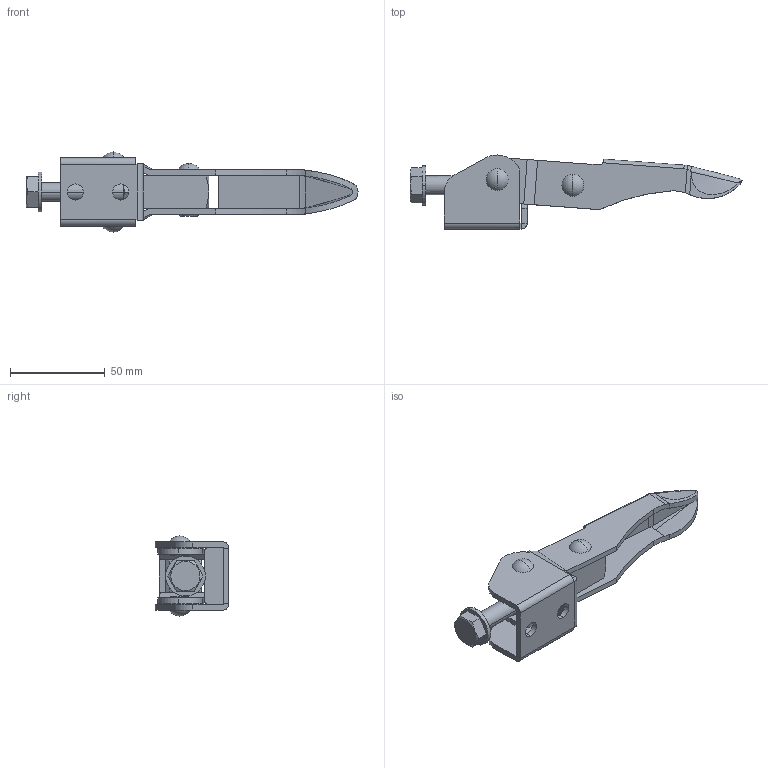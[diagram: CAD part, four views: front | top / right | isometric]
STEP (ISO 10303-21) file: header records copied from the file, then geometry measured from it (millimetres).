
FILE_DESCRIPTION (( 'STEP AP214' ), '1' );
FILE_NAME ('GH-43160(Â²¤Æ).STEP', '2020-07-10T02:59:32', ( 'LinWei' ), ( '' ), 'SwSTEP 2.0', 'SolidWorks 2016', '' );
FILE_SCHEMA (( 'AUTOMOTIVE_DESIGN' ));
Length unit declared in the file: millimetre
Products named in the file (5): Group4^GH-43160(簡化); Group3^GH-43160(簡化); Group2^GH-43160(簡化); Group1^GH-43160(簡化); GH-43160(簡化)
Assembly tree (4 placements, depth 2):
  GH-43160(簡化)
    Group1^GH-43160(簡化)
    Group2^GH-43160(簡化)
    Group3^GH-43160(簡化)
    Group4^GH-43160(簡化)
Bounding box: 175.12 x 39 x 42.2 mm (x, y, z)
Volume: 49924.5 mm3; surface area: 32695.9 mm2
Topology: 9 solids, 9 shells, 216 faces, 518 edges, 331 vertices
Faces by surface type: plane 85, cylinder 66, cone 30, bspline 15, torus 14, sphere 6
Entity records: 9510 total; most frequent: CARTESIAN_POINT 3749, ORIENTED_EDGE 1036, DIRECTION 1006, EDGE_CURVE 518, AXIS2_PLACEMENT_3D 400, VERTEX_POINT 331, EDGE_LOOP 245, ADVANCED_FACE 216
